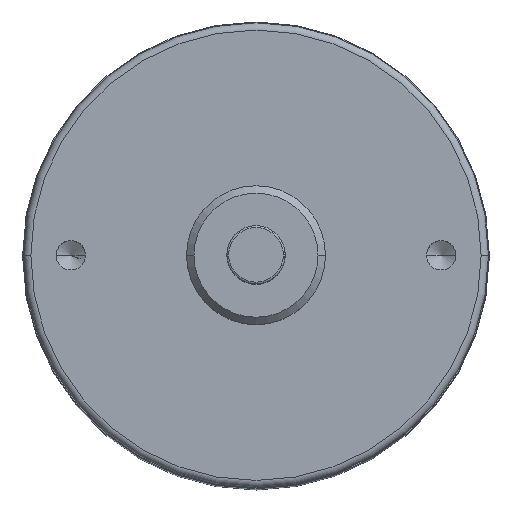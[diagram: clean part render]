
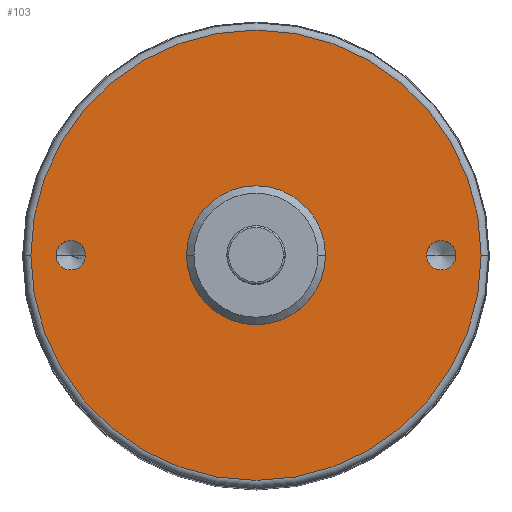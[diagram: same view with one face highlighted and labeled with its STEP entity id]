
A CAD part, top view. The second image highlights one B-rep face of the part: STEP entity #103.
In plain terms, the highlighted planar face has unit normal (0, 0, 1).
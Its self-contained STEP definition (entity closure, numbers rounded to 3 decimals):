
#34 = EDGE_CURVE ( 'NONE', #2015, #590, #64, .T. ) ;
#42 = CARTESIAN_POINT ( 'NONE',  ( 35.56, 109.296, 19.05 ) ) ;
#50 = DIRECTION ( 'NONE',  ( 1., 0., 0. ) ) ;
#64 = CIRCLE ( 'NONE', #1093, 30.877 ) ;
#103 = ADVANCED_FACE ( 'NONE', ( #2037, #818, #1252, #1648 ), #128, .T. ) ;
#117 = CARTESIAN_POINT ( 'NONE',  ( 35.56, 109.296, 19.05 ) ) ;
#128 = PLANE ( 'NONE',  #1714 ) ;
#192 = CARTESIAN_POINT ( 'NONE',  ( 45.085, 109.296, 19.05 ) ) ;
#235 = CARTESIAN_POINT ( 'NONE',  ( 10.16, 109.296, 19.05 ) ) ;
#245 = DIRECTION ( 'NONE',  ( 1., 0., 0. ) ) ;
#262 = EDGE_CURVE ( 'NONE', #322, #1297, #968, .T. ) ;
#314 = CIRCLE ( 'NONE', #1086, 2.019 ) ;
#319 = DIRECTION ( 'NONE',  ( 0., 0., 1. ) ) ;
#322 = VERTEX_POINT ( 'NONE', #192 ) ;
#323 = VERTEX_POINT ( 'NONE', #1655 ) ;
#377 = ORIENTED_EDGE ( 'NONE', *, *, #1226, .F. ) ;
#459 = ORIENTED_EDGE ( 'NONE', *, *, #1749, .F. ) ;
#478 = VERTEX_POINT ( 'NONE', #542 ) ;
#484 = ORIENTED_EDGE ( 'NONE', *, *, #262, .F. ) ;
#516 = CARTESIAN_POINT ( 'NONE',  ( 62.979, 109.296, 19.05 ) ) ;
#522 = DIRECTION ( 'NONE',  ( 0., 0., 1. ) ) ;
#542 = CARTESIAN_POINT ( 'NONE',  ( 58.941, 109.296, 19.05 ) ) ;
#558 = DIRECTION ( 'NONE',  ( 1., 0., 0. ) ) ;
#570 = AXIS2_PLACEMENT_3D ( 'NONE', #117, #1295, #1456 ) ;
#588 = CARTESIAN_POINT ( 'NONE',  ( 4.683, 109.296, 19.05 ) ) ;
#590 = VERTEX_POINT ( 'NONE', #2047 ) ;
#638 = ORIENTED_EDGE ( 'NONE', *, *, #680, .T. ) ;
#680 = EDGE_CURVE ( 'NONE', #590, #2015, #815, .T. ) ;
#763 = ORIENTED_EDGE ( 'NONE', *, *, #1558, .F. ) ;
#787 = CIRCLE ( 'NONE', #1442, 2.019 ) ;
#792 = ORIENTED_EDGE ( 'NONE', *, *, #1253, .F. ) ;
#815 = CIRCLE ( 'NONE', #570, 30.877 ) ;
#818 = FACE_BOUND ( 'NONE', #959, .T. ) ;
#876 = CARTESIAN_POINT ( 'NONE',  ( 35.56, 109.296, 19.05 ) ) ;
#905 = CIRCLE ( 'NONE', #1072, 2.019 ) ;
#926 = CARTESIAN_POINT ( 'NONE',  ( 35.56, 109.296, 19.05 ) ) ;
#928 = AXIS2_PLACEMENT_3D ( 'NONE', #1945, #1813, #558 ) ;
#959 = EDGE_LOOP ( 'NONE', ( #377, #763 ) ) ;
#968 = CIRCLE ( 'NONE', #1210, 9.525 ) ;
#977 = CARTESIAN_POINT ( 'NONE',  ( 12.179, 109.296, 19.05 ) ) ;
#997 = EDGE_LOOP ( 'NONE', ( #459, #2012 ) ) ;
#1000 = CARTESIAN_POINT ( 'NONE',  ( 26.035, 109.296, 19.05 ) ) ;
#1010 = DIRECTION ( 'NONE',  ( 1., 0., 0. ) ) ;
#1025 = ORIENTED_EDGE ( 'NONE', *, *, #34, .T. ) ;
#1063 = DIRECTION ( 'NONE',  ( 0., 0., 1. ) ) ;
#1072 = AXIS2_PLACEMENT_3D ( 'NONE', #1716, #1877, #1186 ) ;
#1086 = AXIS2_PLACEMENT_3D ( 'NONE', #235, #319, #50 ) ;
#1093 = AXIS2_PLACEMENT_3D ( 'NONE', #926, #522, #1801 ) ;
#1139 = CIRCLE ( 'NONE', #1205, 2.019 ) ;
#1186 = DIRECTION ( 'NONE',  ( 1., 0., 0. ) ) ;
#1187 = DIRECTION ( 'NONE',  ( 0., 0., 1. ) ) ;
#1205 = AXIS2_PLACEMENT_3D ( 'NONE', #1638, #1187, #1010 ) ;
#1210 = AXIS2_PLACEMENT_3D ( 'NONE', #42, #1063, #1538 ) ;
#1226 = EDGE_CURVE ( 'NONE', #1772, #323, #314, .T. ) ;
#1252 = FACE_BOUND ( 'NONE', #997, .T. ) ;
#1253 = EDGE_CURVE ( 'NONE', #1297, #322, #1902, .T. ) ;
#1295 = DIRECTION ( 'NONE',  ( 0., 0., 1. ) ) ;
#1297 = VERTEX_POINT ( 'NONE', #1000 ) ;
#1350 = EDGE_LOOP ( 'NONE', ( #792, #484 ) ) ;
#1365 = EDGE_LOOP ( 'NONE', ( #638, #1025 ) ) ;
#1442 = AXIS2_PLACEMENT_3D ( 'NONE', #1674, #1664, #245 ) ;
#1444 = DIRECTION ( 'NONE',  ( 1., 0., 0. ) ) ;
#1456 = DIRECTION ( 'NONE',  ( 1., 0., 0. ) ) ;
#1538 = DIRECTION ( 'NONE',  ( 1., 0., 0. ) ) ;
#1558 = EDGE_CURVE ( 'NONE', #323, #1772, #905, .T. ) ;
#1638 = CARTESIAN_POINT ( 'NONE',  ( 60.96, 109.296, 19.05 ) ) ;
#1644 = VERTEX_POINT ( 'NONE', #516 ) ;
#1648 = FACE_BOUND ( 'NONE', #1350, .T. ) ;
#1655 = CARTESIAN_POINT ( 'NONE',  ( 8.141, 109.296, 19.05 ) ) ;
#1664 = DIRECTION ( 'NONE',  ( 0., 0., 1. ) ) ;
#1674 = CARTESIAN_POINT ( 'NONE',  ( 60.96, 109.296, 19.05 ) ) ;
#1714 = AXIS2_PLACEMENT_3D ( 'NONE', #876, #1828, #1444 ) ;
#1716 = CARTESIAN_POINT ( 'NONE',  ( 10.16, 109.296, 19.05 ) ) ;
#1749 = EDGE_CURVE ( 'NONE', #1644, #478, #787, .T. ) ;
#1772 = VERTEX_POINT ( 'NONE', #977 ) ;
#1801 = DIRECTION ( 'NONE',  ( 1., 0., 0. ) ) ;
#1813 = DIRECTION ( 'NONE',  ( 0., 0., 1. ) ) ;
#1828 = DIRECTION ( 'NONE',  ( 0., 0., 1. ) ) ;
#1877 = DIRECTION ( 'NONE',  ( 0., 0., 1. ) ) ;
#1902 = CIRCLE ( 'NONE', #928, 9.525 ) ;
#1945 = CARTESIAN_POINT ( 'NONE',  ( 35.56, 109.296, 19.05 ) ) ;
#1994 = EDGE_CURVE ( 'NONE', #478, #1644, #1139, .T. ) ;
#2012 = ORIENTED_EDGE ( 'NONE', *, *, #1994, .F. ) ;
#2015 = VERTEX_POINT ( 'NONE', #588 ) ;
#2037 = FACE_OUTER_BOUND ( 'NONE', #1365, .T. ) ;
#2047 = CARTESIAN_POINT ( 'NONE',  ( 66.437, 109.296, 19.05 ) ) ;
